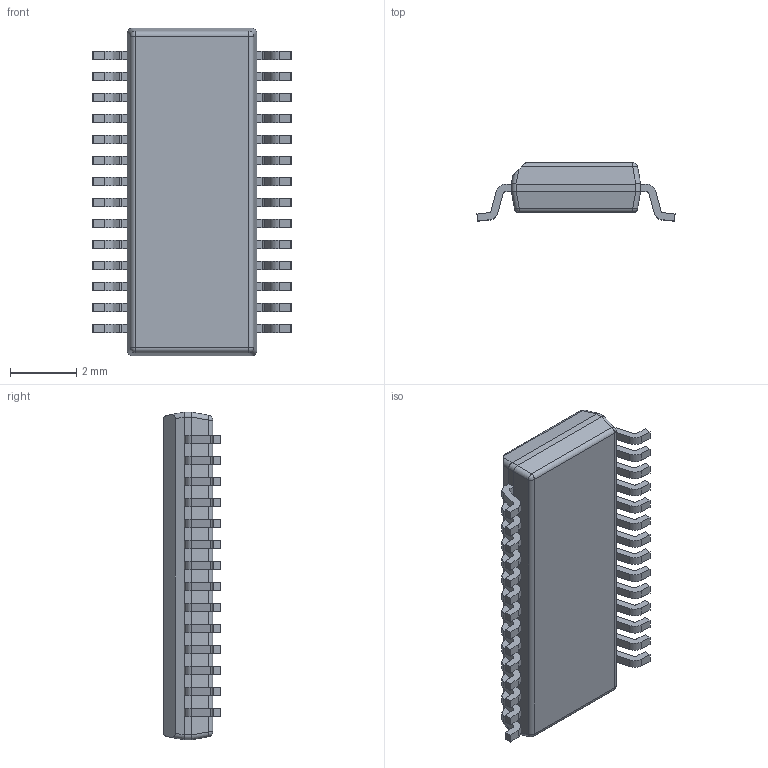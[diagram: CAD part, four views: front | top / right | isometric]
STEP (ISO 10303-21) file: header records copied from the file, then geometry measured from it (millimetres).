
FILE_DESCRIPTION (( 'STEP AP214' ), '1' );
FILE_NAME ('TTP229-BSF.STEP', '2025-02-24T09:14:48', ( 'LENOVO' ), ( '' ), 'SwSTEP 2.0', 'SolidWorks 2021', '' );
FILE_SCHEMA (( 'AUTOMOTIVE_DESIGN' ));
Length unit declared in the file: millimetre
Products named in the file (1): TTP229-BSF
Bounding box: 5.99 x 1.75 x 9.91 mm (x, y, z)
Volume: 57.8 mm3; surface area: 154.6 mm2
Topology: 30 solids, 30 shells, 439 faces, 1116 edges, 738 vertices
Faces by surface type: plane 298, cylinder 135, sphere 6
Entity records: 13471 total; most frequent: CARTESIAN_POINT 2378, ORIENTED_EDGE 2232, DIRECTION 2218, EDGE_CURVE 1116, VECTOR 838, LINE 838, VERTEX_POINT 738, AXIS2_PLACEMENT_3D 690
